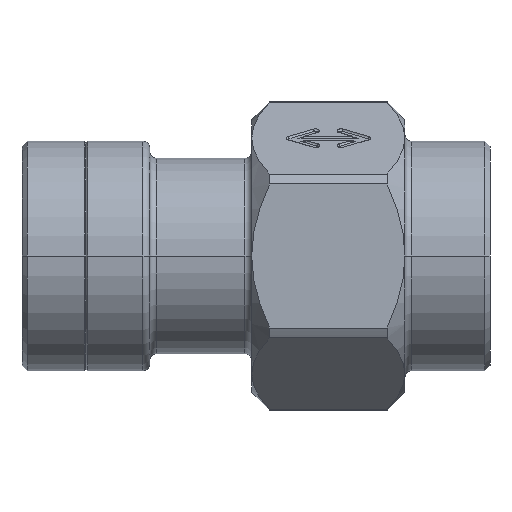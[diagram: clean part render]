
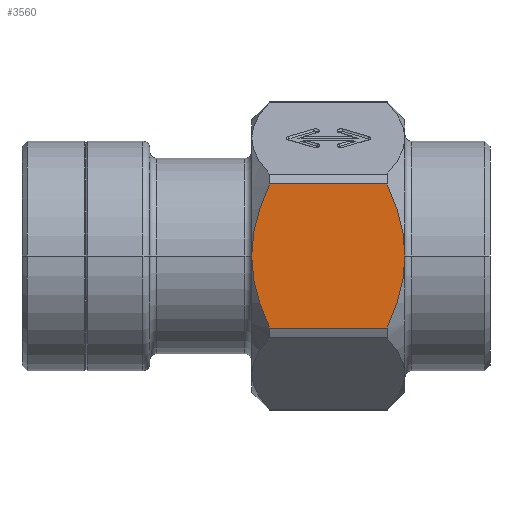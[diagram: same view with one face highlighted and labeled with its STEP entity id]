
A CAD part, front view. The second image highlights one B-rep face of the part: STEP entity #3560.
In plain terms, the highlighted planar face has unit normal (0, -1, 0).
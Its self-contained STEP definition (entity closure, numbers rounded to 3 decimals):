
#1383=CARTESIAN_POINT('',(29.1,-16.,-8.462));
#1384=CARTESIAN_POINT('',(28.74,-16.,-7.693));
#1385=CARTESIAN_POINT('',(28.116,-16.,-6.191));
#1386=CARTESIAN_POINT('',(27.473,-16.,-4.085));
#1387=CARTESIAN_POINT('',(27.086,-16.,-2.032));
#1388=CARTESIAN_POINT('',(27.,-16.,-0.674));
#1389=CARTESIAN_POINT('',(27.,-16.,0.));
#1391=CARTESIAN_POINT('',(27.,-16.,0.));
#1392=CARTESIAN_POINT('',(27.,-16.,0.675));
#1393=CARTESIAN_POINT('',(27.086,-16.,2.033));
#1394=CARTESIAN_POINT('',(27.473,-16.,4.086));
#1395=CARTESIAN_POINT('',(28.116,-16.,6.191));
#1396=CARTESIAN_POINT('',(28.74,-16.,7.693));
#1397=CARTESIAN_POINT('',(29.1,-16.,8.462));
#1399=DIRECTION('',(-1.,0.,0.));
#1400=VECTOR('',#1399,13.8);
#1401=CARTESIAN_POINT('',(42.9,-16.,8.462));
#1402=LINE('',#1401,#1400);
#1403=CARTESIAN_POINT('',(45.,-16.,0.));
#1404=CARTESIAN_POINT('',(45.,-16.,0.675));
#1405=CARTESIAN_POINT('',(44.914,-16.,2.033));
#1406=CARTESIAN_POINT('',(44.527,-16.,4.086));
#1407=CARTESIAN_POINT('',(43.884,-16.,6.191));
#1408=CARTESIAN_POINT('',(43.26,-16.,7.693));
#1409=CARTESIAN_POINT('',(42.9,-16.,8.462));
#1411=CARTESIAN_POINT('',(42.9,-16.,-8.462));
#1412=CARTESIAN_POINT('',(43.26,-16.,-7.693));
#1413=CARTESIAN_POINT('',(43.884,-16.,-6.191));
#1414=CARTESIAN_POINT('',(44.527,-16.,-4.085));
#1415=CARTESIAN_POINT('',(44.914,-16.,-2.032));
#1416=CARTESIAN_POINT('',(45.,-16.,-0.674));
#1417=CARTESIAN_POINT('',(45.,-16.,0.));
#1419=DIRECTION('',(-1.,0.,0.));
#1420=VECTOR('',#1419,13.8);
#1421=CARTESIAN_POINT('',(42.9,-16.,-8.462));
#1422=LINE('',#1421,#1420);
#1545=VERTEX_POINT('',#1383);
#1546=VERTEX_POINT('',#1389);
#1547=CARTESIAN_POINT('',(42.9,-16.,-8.462));
#1548=VERTEX_POINT('',#1547);
#1549=VERTEX_POINT('',#1417);
#1550=VERTEX_POINT('',#1397);
#1551=CARTESIAN_POINT('',(42.9,-16.,8.462));
#1552=VERTEX_POINT('',#1551);
#3547=CARTESIAN_POINT('',(0.,-16.,9.238));
#3548=DIRECTION('',(0.,-1.,0.));
#3549=DIRECTION('',(0.,0.,-1.));
#3550=AXIS2_PLACEMENT_3D('',#3547,#3548,#3549);
#3551=PLANE('',#3550);
#3552=ORIENTED_EDGE('',*,*,#2085,.T.);
#3553=ORIENTED_EDGE('',*,*,#3206,.T.);
#3554=ORIENTED_EDGE('',*,*,#3245,.F.);
#3555=ORIENTED_EDGE('',*,*,#3145,.F.);
#3556=ORIENTED_EDGE('',*,*,#2219,.F.);
#3557=ORIENTED_EDGE('',*,*,#2154,.T.);
#3558=EDGE_LOOP('',(#3552,#3553,#3554,#3555,#3556,#3557));
#3559=FACE_OUTER_BOUND('',#3558,.F.);
#3560=ADVANCED_FACE('',(#3559),#3551,.T.);
#1390=B_SPLINE_CURVE_WITH_KNOTS('',3,(#1383,#1384,#1385,#1386,#1387,#1388,
#1389),.UNSPECIFIED.,.F.,.F.,(4,1,1,1,4),(0.,0.25,0.5,0.75,1.),
.UNSPECIFIED.);
#1398=B_SPLINE_CURVE_WITH_KNOTS('',3,(#1391,#1392,#1393,#1394,#1395,#1396,
#1397),.UNSPECIFIED.,.F.,.F.,(4,1,1,1,4),(0.,0.25,0.5,0.75,1.),
.UNSPECIFIED.);
#1410=B_SPLINE_CURVE_WITH_KNOTS('',3,(#1403,#1404,#1405,#1406,#1407,#1408,
#1409),.UNSPECIFIED.,.F.,.F.,(4,1,1,1,4),(0.,0.25,0.5,0.75,1.),
.UNSPECIFIED.);
#1418=B_SPLINE_CURVE_WITH_KNOTS('',3,(#1411,#1412,#1413,#1414,#1415,#1416,
#1417),.UNSPECIFIED.,.F.,.F.,(4,1,1,1,4),(0.,0.25,0.5,0.75,1.),
.UNSPECIFIED.);
#2085=EDGE_CURVE('',#1545,#1546,#1390,.T.);
#2154=EDGE_CURVE('',#1548,#1545,#1422,.T.);
#2219=EDGE_CURVE('',#1548,#1549,#1418,.T.);
#3145=EDGE_CURVE('',#1549,#1552,#1410,.T.);
#3206=EDGE_CURVE('',#1546,#1550,#1398,.T.);
#3245=EDGE_CURVE('',#1552,#1550,#1402,.T.);
